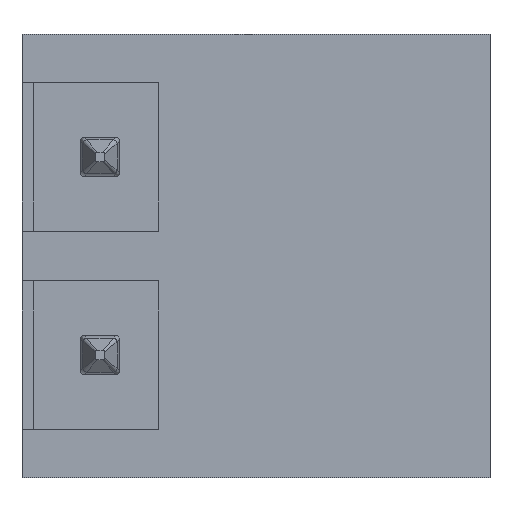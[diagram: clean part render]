
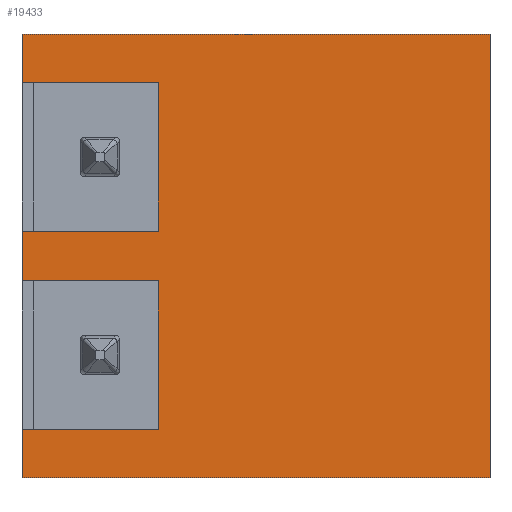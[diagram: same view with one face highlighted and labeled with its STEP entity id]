
A CAD part, front view. The second image highlights one B-rep face of the part: STEP entity #19433.
In plain terms, the highlighted planar face has unit normal (0, -1, 0).
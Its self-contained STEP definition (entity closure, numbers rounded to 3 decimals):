
#1822=CARTESIAN_POINT('',(9.5,-3.8,-8.22));
#1823=VERTEX_POINT('',#1822);
#1830=CARTESIAN_POINT('',(-2.5,-3.8,-8.22));
#1831=VERTEX_POINT('',#1830);
#1832=CARTESIAN_POINT('',(9.5,-3.8,-8.22));
#1833=DIRECTION('',(-1.0,0.0,0.0));
#1834=VECTOR('',#1833,12.);
#1835=LINE('',#1832,#1834);
#1836=EDGE_CURVE('',#1823,#1831,#1835,.T.);
#1878=CARTESIAN_POINT('',(9.5,-3.8,3.14));
#1879=VERTEX_POINT('',#1878);
#1918=CARTESIAN_POINT('',(-2.5,-3.8,3.14));
#1919=VERTEX_POINT('',#1918);
#1926=CARTESIAN_POINT('',(9.5,-3.8,3.14));
#1927=DIRECTION('',(-1.0,0.0,0.0));
#1928=VECTOR('',#1927,12.);
#1929=LINE('',#1926,#1928);
#1930=EDGE_CURVE('',#1879,#1919,#1929,.T.);
#2586=CARTESIAN_POINT('',(9.5,-3.8,-8.22));
#2587=DIRECTION('',(0.0,0.0,1.0));
#2588=VECTOR('',#2587,11.36);
#2589=LINE('',#2586,#2588);
#2590=EDGE_CURVE('',#1823,#1879,#2589,.T.);
#9702=CARTESIAN_POINT('',(1.,-3.8,-3.18));
#9703=VERTEX_POINT('',#9702);
#9710=CARTESIAN_POINT('',(-2.5,-3.8,-3.18));
#9711=VERTEX_POINT('',#9710);
#9712=CARTESIAN_POINT('',(-2.5,-3.8,-3.18));
#9713=DIRECTION('',(1.0,0.0,0.0));
#9714=VECTOR('',#9713,3.5);
#9715=LINE('',#9712,#9714);
#9716=EDGE_CURVE('',#9711,#9703,#9715,.T.);
#9732=CARTESIAN_POINT('',(1.,-3.8,-6.98));
#9733=VERTEX_POINT('',#9732);
#9742=CARTESIAN_POINT('',(1.,-3.8,-3.18));
#9743=DIRECTION('',(0.0,0.0,-1.0));
#9744=VECTOR('',#9743,3.8);
#9745=LINE('',#9742,#9744);
#9746=EDGE_CURVE('',#9703,#9733,#9745,.T.);
#9845=CARTESIAN_POINT('',(-2.5,-3.8,-6.98));
#9846=VERTEX_POINT('',#9845);
#9847=CARTESIAN_POINT('',(1.,-3.8,-6.98));
#9848=DIRECTION('',(-1.0,0.0,0.0));
#9849=VECTOR('',#9848,3.5);
#9850=LINE('',#9847,#9849);
#9851=EDGE_CURVE('',#9733,#9846,#9850,.T.);
#17911=CARTESIAN_POINT('',(1.,-3.8,1.9));
#17912=VERTEX_POINT('',#17911);
#17919=CARTESIAN_POINT('',(-2.5,-3.8,1.9));
#17920=VERTEX_POINT('',#17919);
#17921=CARTESIAN_POINT('',(-2.5,-3.8,1.9));
#17922=DIRECTION('',(1.0,0.0,0.0));
#17923=VECTOR('',#17922,3.5);
#17924=LINE('',#17921,#17923);
#17925=EDGE_CURVE('',#17920,#17912,#17924,.T.);
#17941=CARTESIAN_POINT('',(1.,-3.8,-1.9));
#17942=VERTEX_POINT('',#17941);
#17951=CARTESIAN_POINT('',(1.,-3.8,1.9));
#17952=DIRECTION('',(0.0,0.0,-1.0));
#17953=VECTOR('',#17952,3.8);
#17954=LINE('',#17951,#17953);
#17955=EDGE_CURVE('',#17912,#17942,#17954,.T.);
#18054=CARTESIAN_POINT('',(-2.5,-3.8,-1.9));
#18055=VERTEX_POINT('',#18054);
#18056=CARTESIAN_POINT('',(1.,-3.8,-1.9));
#18057=DIRECTION('',(-1.0,0.0,0.0));
#18058=VECTOR('',#18057,3.5);
#18059=LINE('',#18056,#18058);
#18060=EDGE_CURVE('',#17942,#18055,#18059,.T.);
#18087=CARTESIAN_POINT('',(-2.5,-3.8,-8.22));
#18088=DIRECTION('',(0.0,0.0,1.0));
#18089=VECTOR('',#18088,1.24);
#18090=LINE('',#18087,#18089);
#18091=EDGE_CURVE('',#1831,#9846,#18090,.T.);
#18096=CARTESIAN_POINT('',(-2.5,-3.8,-3.18));
#18097=DIRECTION('',(0.0,0.0,1.0));
#18098=VECTOR('',#18097,1.28);
#18099=LINE('',#18096,#18098);
#18100=EDGE_CURVE('',#9711,#18055,#18099,.T.);
#18105=CARTESIAN_POINT('',(-2.5,-3.8,1.9));
#18106=DIRECTION('',(0.0,0.0,1.0));
#18107=VECTOR('',#18106,1.24);
#18108=LINE('',#18105,#18107);
#18109=EDGE_CURVE('',#17920,#1919,#18108,.T.);
#19414=CARTESIAN_POINT('',(9.5,-3.8,0.0));
#19415=DIRECTION('',(0.0,-1.0,0.0));
#19416=DIRECTION('',(0.0,0.0,-1.0));
#19417=AXIS2_PLACEMENT_3D('',#19414,#19415,#19416);
#19418=PLANE('',#19417);
#19419=ORIENTED_EDGE('',*,*,#18109,.F.);
#19420=ORIENTED_EDGE('',*,*,#17925,.T.);
#19421=ORIENTED_EDGE('',*,*,#17955,.T.);
#19422=ORIENTED_EDGE('',*,*,#18060,.T.);
#19423=ORIENTED_EDGE('',*,*,#18100,.F.);
#19424=ORIENTED_EDGE('',*,*,#9716,.T.);
#19425=ORIENTED_EDGE('',*,*,#9746,.T.);
#19426=ORIENTED_EDGE('',*,*,#9851,.T.);
#19427=ORIENTED_EDGE('',*,*,#18091,.F.);
#19428=ORIENTED_EDGE('',*,*,#1836,.F.);
#19429=ORIENTED_EDGE('',*,*,#2590,.T.);
#19430=ORIENTED_EDGE('',*,*,#1930,.T.);
#19431=EDGE_LOOP('',(#19419,#19420,#19421,#19422,#19423,#19424,#19425,#19426,#19427,#19428,#19429,#19430));
#19432=FACE_OUTER_BOUND('',#19431,.T.);
#19433=ADVANCED_FACE('',(#19432),#19418,.T.);
